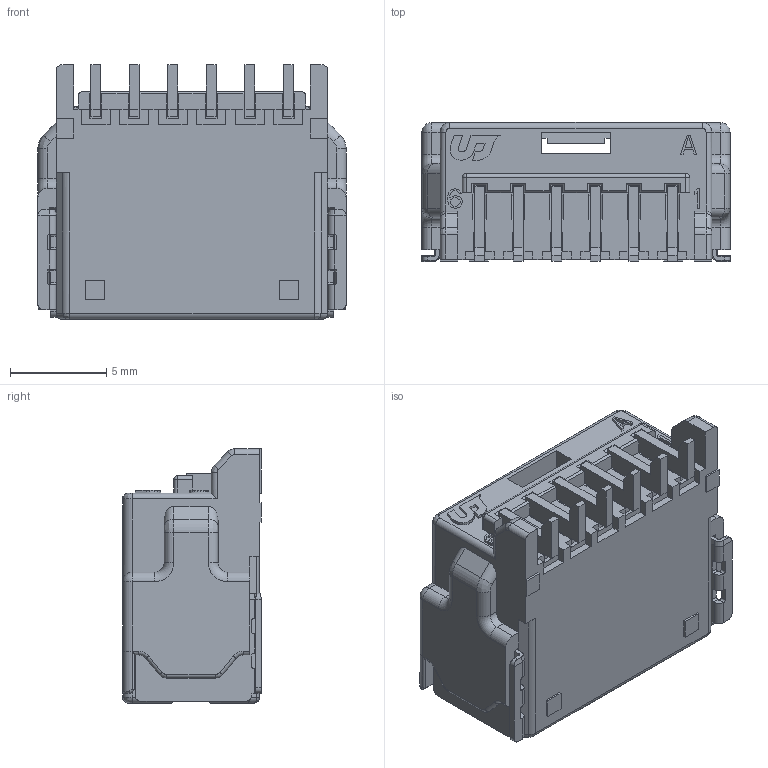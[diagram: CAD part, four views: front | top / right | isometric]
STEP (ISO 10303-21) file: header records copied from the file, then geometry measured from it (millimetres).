
FILE_DESCRIPTION((''),'2;1');
FILE_NAME('020_6M_SMT_HDR_HSG_HZT__R0_1','2016-08-05T',('Personal'),(''),'PRO/ENGINEER BY PARAMETRIC TECHNOLOGY CORPORATION, 2011080','PRO/ENGINEER BY PARAMETRIC TECHNOLOGY CORPORATION, 2011080','');
FILE_SCHEMA(('CONFIG_CONTROL_DESIGN'));
Length unit declared in the file: millimetre
Products named in the file (1): 020_6M_SMT_HDR_HSG_HZT__R0_1
Bounding box: 16 x 7.2 x 13.2 mm (x, y, z)
Volume: 530.7 mm3; surface area: 1455.9 mm2
Topology: 1 solids, 13 shells, 1081 faces, 2949 edges, 1884 vertices
Faces by surface type: plane 770, cylinder 261, cone 16, bspline 16, torus 14, sphere 4
Entity records: 34261 total; most frequent: CARTESIAN_POINT 6902, ORIENTED_EDGE 5890, DIRECTION 5383, EDGE_CURVE 2945, VECTOR 2369, LINE 2369, VERTEX_POINT 1884, AXIS2_PLACEMENT_3D 1507
